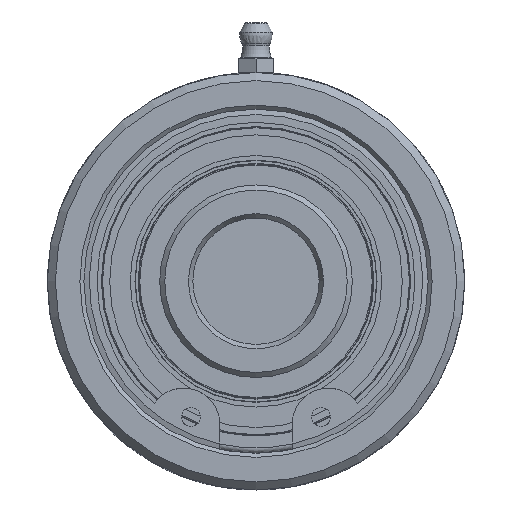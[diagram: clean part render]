
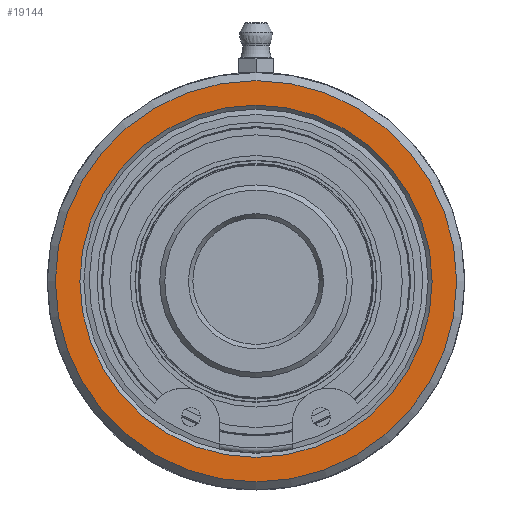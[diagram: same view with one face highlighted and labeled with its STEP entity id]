
A CAD part, left-side view. The second image highlights one B-rep face of the part: STEP entity #19144.
In plain terms, the highlighted planar face has unit normal (-1, 0, 0).
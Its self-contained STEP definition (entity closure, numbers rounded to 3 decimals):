
#937=PLANE('',#20289);
#1063=FACE_BOUND('',#3849,.T.);
#1571=CIRCLE('',#20288,39.7);
#1572=CIRCLE('',#20290,34.85);
#2664=FACE_OUTER_BOUND('',#3848,.T.);
#3848=EDGE_LOOP('',(#17160));
#3849=EDGE_LOOP('',(#17161));
#9026=VERTEX_POINT('',#43684);
#9027=VERTEX_POINT('',#43688);
#11767=EDGE_CURVE('',#9026,#9026,#1571,.T.);
#11768=EDGE_CURVE('',#9027,#9027,#1572,.T.);
#17160=ORIENTED_EDGE('',*,*,#11767,.F.);
#17161=ORIENTED_EDGE('',*,*,#11768,.F.);
#19144=ADVANCED_FACE('',(#2664,#1063),#937,.F.);
#20288=AXIS2_PLACEMENT_3D('',#43686,#23583,#23584);
#20289=AXIS2_PLACEMENT_3D('',#43687,#23585,#23586);
#20290=AXIS2_PLACEMENT_3D('',#43689,#23587,#23588);
#23583=DIRECTION('center_axis',(1.,0.,0.));
#23584=DIRECTION('ref_axis',(0.,0.,
1.));
#23585=DIRECTION('center_axis',(1.,0.,0.));
#23586=DIRECTION('ref_axis',(0.,0.,
1.));
#23587=DIRECTION('center_axis',(-1.,0.,0.));
#23588=DIRECTION('ref_axis',(0.,0.,-1.));
#43684=CARTESIAN_POINT('',(42.01,0.,-39.7));
#43686=CARTESIAN_POINT('Origin',(42.01,0.,0.));
#43687=CARTESIAN_POINT('Origin',(42.01,0.,-20.65));
#43688=CARTESIAN_POINT('',(42.01,0.,34.85));
#43689=CARTESIAN_POINT('Origin',(42.01,0.,0.));
